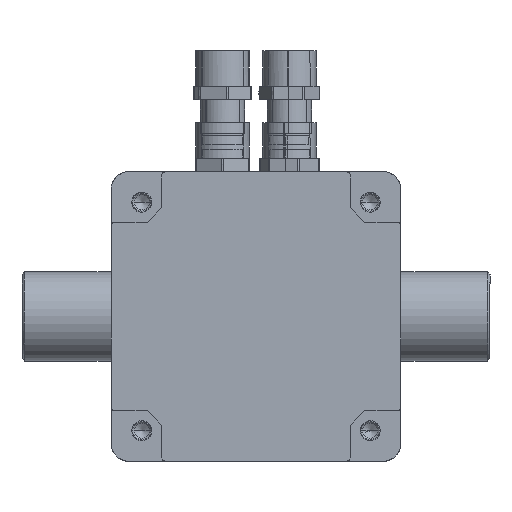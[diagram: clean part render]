
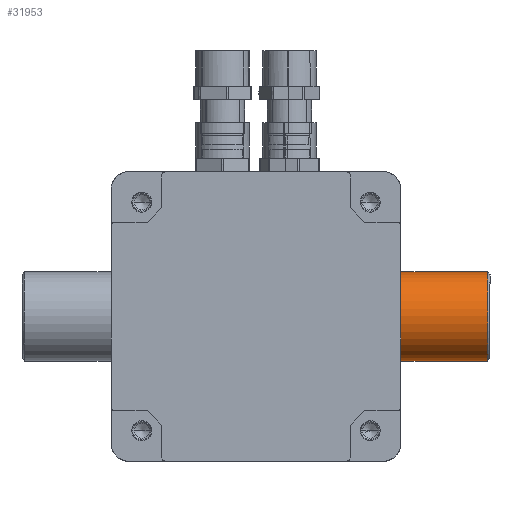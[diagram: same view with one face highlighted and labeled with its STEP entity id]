
A CAD part, front view. The second image highlights one B-rep face of the part: STEP entity #31953.
In plain terms, the highlighted cylindrical face has radius 20 mm (diameter 40 mm), a partial arc.
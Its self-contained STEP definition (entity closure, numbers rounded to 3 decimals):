
#336 = DIRECTION ( 'NONE',  ( 1., 0., 0. ) ) ;
#2002 = VERTEX_POINT ( 'NONE', #19350 ) ;
#2282 = AXIS2_PLACEMENT_3D ( 'NONE', #3396, #15182, #26997 ) ;
#3062 = DIRECTION ( 'NONE',  ( 1., 0., 0. ) ) ;
#3396 = CARTESIAN_POINT ( 'NONE',  ( -105.001, 0., -40.5 ) ) ;
#3506 = EDGE_CURVE ( 'NONE', #14042, #24992, #17762, .T. ) ;
#3540 = ORIENTED_EDGE ( 'NONE', *, *, #3506, .T. ) ;
#3971 = CARTESIAN_POINT ( 'NONE',  ( -105.001, -20., -40.5 ) ) ;
#7732 = EDGE_CURVE ( 'NONE', #9528, #24992, #18005, .T. ) ;
#8509 = CARTESIAN_POINT ( 'NONE',  ( -65.001, 20., -40.5 ) ) ;
#9528 = VERTEX_POINT ( 'NONE', #18679 ) ;
#10813 = DIRECTION ( 'NONE',  ( 1., 0., 0. ) ) ;
#13069 = AXIS2_PLACEMENT_3D ( 'NONE', #22249, #10813, #17178 ) ;
#14042 = VERTEX_POINT ( 'NONE', #19167 ) ;
#15138 = EDGE_LOOP ( 'NONE', ( #36867, #3540, #16632, #18169 ) ) ;
#15182 = DIRECTION ( 'NONE',  ( 1., 0., 0. ) ) ;
#16632 = ORIENTED_EDGE ( 'NONE', *, *, #7732, .F. ) ;
#17128 = CARTESIAN_POINT ( 'NONE',  ( -104.001, 0., -40.5 ) ) ;
#17178 = DIRECTION ( 'NONE',  ( 0., 1., 0. ) ) ;
#17762 = LINE ( 'NONE', #29539, #24054 ) ;
#18005 = CIRCLE ( 'NONE', #13069, 20. ) ;
#18169 = ORIENTED_EDGE ( 'NONE', *, *, #31911, .F. ) ;
#18475 = LINE ( 'NONE', #3971, #31319 ) ;
#18679 = CARTESIAN_POINT ( 'NONE',  ( -65.001, -20., -40.5 ) ) ;
#19167 = CARTESIAN_POINT ( 'NONE',  ( -104.001, 20., -40.5 ) ) ;
#19350 = CARTESIAN_POINT ( 'NONE',  ( -104.001, -20., -40.5 ) ) ;
#20611 = DIRECTION ( 'NONE',  ( -1., 0., 0. ) ) ;
#22249 = CARTESIAN_POINT ( 'NONE',  ( -65.001, 0., -40.5 ) ) ;
#23018 = EDGE_CURVE ( 'NONE', #14042, #2002, #38122, .T. ) ;
#24054 = VECTOR ( 'NONE', #3062, 1000. ) ;
#24992 = VERTEX_POINT ( 'NONE', #8509 ) ;
#25808 = AXIS2_PLACEMENT_3D ( 'NONE', #17128, #20611, #34746 ) ;
#26997 = DIRECTION ( 'NONE',  ( 0., -1., 0. ) ) ;
#29539 = CARTESIAN_POINT ( 'NONE',  ( -105.001, 20., -40.5 ) ) ;
#29879 = FACE_OUTER_BOUND ( 'NONE', #15138, .T. ) ;
#31319 = VECTOR ( 'NONE', #336, 1000. ) ;
#31911 = EDGE_CURVE ( 'NONE', #2002, #9528, #18475, .T. ) ;
#31953 = ADVANCED_FACE ( 'NONE', ( #29879 ), #35891, .T. ) ;
#34746 = DIRECTION ( 'NONE',  ( 0., 1., 0. ) ) ;
#35891 = CYLINDRICAL_SURFACE ( 'NONE', #2282, 20. ) ;
#36867 = ORIENTED_EDGE ( 'NONE', *, *, #23018, .F. ) ;
#38122 = CIRCLE ( 'NONE', #25808, 20. ) ;
